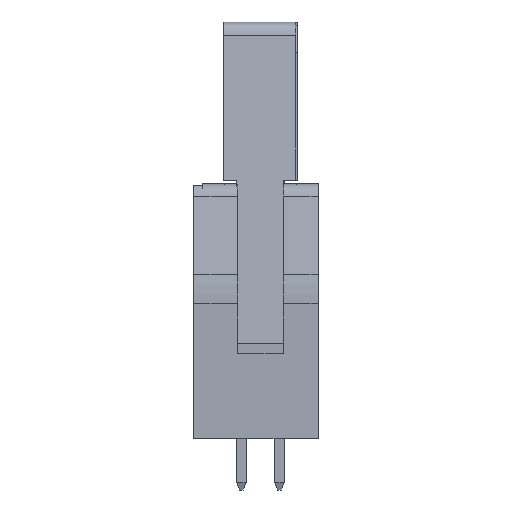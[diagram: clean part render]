
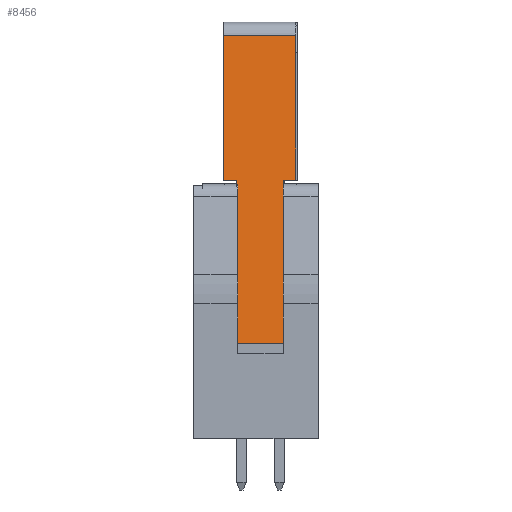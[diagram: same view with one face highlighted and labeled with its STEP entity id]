
A CAD part, left-side view. The second image highlights one B-rep face of the part: STEP entity #8456.
In plain terms, the highlighted face is planar.
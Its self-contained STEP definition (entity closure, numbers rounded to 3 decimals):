
#2412=ORIENTED_EDGE('',*,*,#3739,.T.);
#2413=ORIENTED_EDGE('',*,*,#3740,.F.);
#2414=ORIENTED_EDGE('',*,*,#3741,.T.);
#2415=ORIENTED_EDGE('',*,*,#3742,.T.);
#2416=ORIENTED_EDGE('',*,*,#3743,.F.);
#2417=ORIENTED_EDGE('',*,*,#3744,.F.);
#2418=ORIENTED_EDGE('',*,*,#3745,.T.);
#2419=ORIENTED_EDGE('',*,*,#3746,.F.);
#3739=EDGE_CURVE('',#4578,#4579,#5673,.T.);
#3740=EDGE_CURVE('',#4580,#4579,#5674,.T.);
#3741=EDGE_CURVE('',#4580,#4581,#5675,.F.);
#3742=EDGE_CURVE('',#4581,#4582,#5676,.T.);
#3743=EDGE_CURVE('',#4583,#4582,#5677,.T.);
#3744=EDGE_CURVE('',#4584,#4583,#5678,.T.);
#3745=EDGE_CURVE('',#4584,#4585,#5679,.T.);
#3746=EDGE_CURVE('',#4578,#4585,#5680,.T.);
#4578=VERTEX_POINT('',#13222);
#4579=VERTEX_POINT('',#13223);
#4580=VERTEX_POINT('',#13225);
#4581=VERTEX_POINT('',#13227);
#4582=VERTEX_POINT('',#13229);
#4583=VERTEX_POINT('',#13231);
#4584=VERTEX_POINT('',#13233);
#4585=VERTEX_POINT('',#13235);
#5673=LINE('',#13221,#6797);
#5674=LINE('',#13224,#6798);
#5675=LINE('',#13226,#6799);
#5676=LINE('',#13228,#6800);
#5677=LINE('',#13230,#6801);
#5678=LINE('',#13232,#6802);
#5679=LINE('',#13234,#6803);
#5680=LINE('',#13236,#6804);
#6797=VECTOR('',#10786,1000.);
#6798=VECTOR('',#10787,1000.);
#6799=VECTOR('',#10788,1000.);
#6800=VECTOR('',#10789,1000.);
#6801=VECTOR('',#10790,1000.);
#6802=VECTOR('',#10791,1000.);
#6803=VECTOR('',#10792,1000.);
#6804=VECTOR('',#10793,1000.);
#7284=EDGE_LOOP('',(#2412,#2413,#2414,#2415,#2416,#2417,#2418,#2419));
#7728=FACE_BOUND('',#7284,.T.);
#8092=PLANE('',#8919);
#8456=ADVANCED_FACE('',(#7728),#8092,.T.);
#8919=AXIS2_PLACEMENT_3D('',#13220,#10784,#10785);
#10784=DIRECTION('',(0.993,0.,0.117));
#10785=DIRECTION('',(0.117,0.,-0.993));
#10786=DIRECTION('',(0.,1.,0.));
#10787=DIRECTION('',(0.117,0.,-0.993));
#10788=DIRECTION('',(0.,1.,0.));
#10789=DIRECTION('',(0.117,0.,-0.993));
#10790=DIRECTION('',(0.,-1.,0.));
#10791=DIRECTION('',(-0.117,0.,0.993));
#10792=DIRECTION('',(0.,1.,0.));
#10793=DIRECTION('',(0.117,0.,-0.993));
#13220=CARTESIAN_POINT('',(2.,-2.4,14.274));
#13221=CARTESIAN_POINT('',(3.364,1.57,2.738));
#13222=CARTESIAN_POINT('',(3.364,1.57,2.738));
#13223=CARTESIAN_POINT('',(3.364,2.4,2.738));
#13224=CARTESIAN_POINT('',(2.,2.4,14.274));
#13225=CARTESIAN_POINT('',(2.221,2.4,12.403));
#13226=CARTESIAN_POINT('',(2.221,-2.4,12.403));
#13227=CARTESIAN_POINT('',(2.221,-2.4,12.403));
#13228=CARTESIAN_POINT('',(2.,-2.4,14.274));
#13229=CARTESIAN_POINT('',(3.364,-2.4,2.738));
#13230=CARTESIAN_POINT('',(3.364,-1.57,2.738));
#13231=CARTESIAN_POINT('',(3.364,-1.57,2.738));
#13232=CARTESIAN_POINT('',(3.364,-1.57,2.738));
#13233=CARTESIAN_POINT('',(4.65,-1.57,-8.145));
#13234=CARTESIAN_POINT('',(4.65,-2.4,-8.145));
#13235=CARTESIAN_POINT('',(4.65,1.57,-8.145));
#13236=CARTESIAN_POINT('',(3.364,1.57,2.738));
